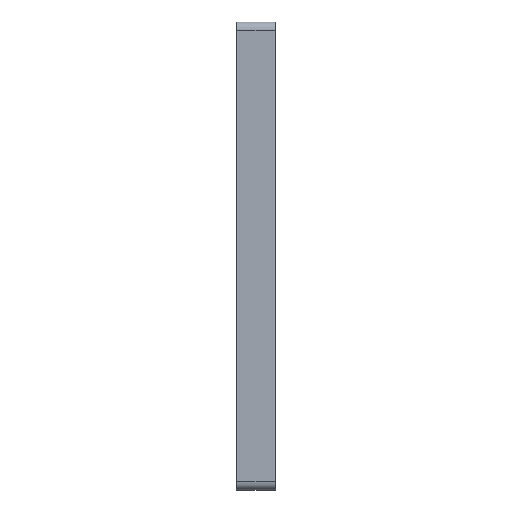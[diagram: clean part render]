
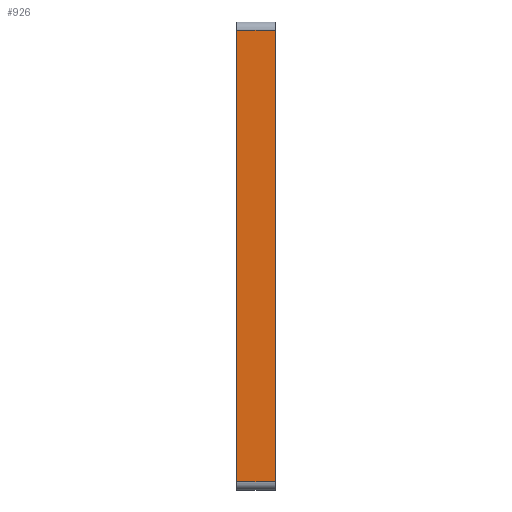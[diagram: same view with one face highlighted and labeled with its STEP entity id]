
A CAD part, left-side view. The second image highlights one B-rep face of the part: STEP entity #926.
In plain terms, the highlighted planar face has unit normal (-1, 0, 0).
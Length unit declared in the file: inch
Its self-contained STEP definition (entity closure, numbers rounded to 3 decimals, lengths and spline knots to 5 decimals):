
#4 = CARTESIAN_POINT ( 'NONE',  ( -2.875, 0., -2.775 ) ) ;
#23 = EDGE_CURVE ( 'NONE', #129, #136, #958, .T. ) ;
#25 = ORIENTED_EDGE ( 'NONE', *, *, #234, .T. ) ;
#39 = CARTESIAN_POINT ( 'NONE',  ( -2.875, 0., 2.875 ) ) ;
#56 = ORIENTED_EDGE ( 'NONE', *, *, #217, .T. ) ;
#67 = DIRECTION ( 'NONE',  ( 0., 1., 0. ) ) ;
#112 = CARTESIAN_POINT ( 'NONE',  ( -2.875, 0.47244, 2.875 ) ) ;
#120 = DIRECTION ( 'NONE',  ( 0., 0., 1. ) ) ;
#129 = VERTEX_POINT ( 'NONE', #1041 ) ;
#132 = DIRECTION ( 'NONE',  ( 0., 0., 1. ) ) ;
#136 = VERTEX_POINT ( 'NONE', #1036 ) ;
#162 = CARTESIAN_POINT ( 'NONE',  ( -2.875, 0.47244, -2.775 ) ) ;
#177 = ORIENTED_EDGE ( 'NONE', *, *, #762, .F. ) ;
#178 = PLANE ( 'NONE',  #547 ) ;
#217 = EDGE_CURVE ( 'NONE', #1038, #129, #791, .T. ) ;
#234 = EDGE_CURVE ( 'NONE', #516, #1038, #658, .T. ) ;
#242 = VECTOR ( 'NONE', #503, 39.37008 ) ;
#316 = VECTOR ( 'NONE', #132, 39.37008 ) ;
#469 = CARTESIAN_POINT ( 'NONE',  ( -2.875, 0.47244, -2.775 ) ) ;
#477 = CARTESIAN_POINT ( 'NONE',  ( -2.875, 0.47244, 2.875 ) ) ;
#503 = DIRECTION ( 'NONE',  ( 0., -1., 0. ) ) ;
#516 = VERTEX_POINT ( 'NONE', #469 ) ;
#536 = FACE_OUTER_BOUND ( 'NONE', #713, .T. ) ;
#547 = AXIS2_PLACEMENT_3D ( 'NONE', #477, #1022, #704 ) ;
#623 = ORIENTED_EDGE ( 'NONE', *, *, #23, .T. ) ;
#658 = LINE ( 'NONE', #162, #242 ) ;
#704 = DIRECTION ( 'NONE',  ( 0., 0., -1. ) ) ;
#713 = EDGE_LOOP ( 'NONE', ( #177, #25, #56, #623 ) ) ;
#762 = EDGE_CURVE ( 'NONE', #516, #136, #964, .T. ) ;
#791 = LINE ( 'NONE', #39, #1045 ) ;
#926 = ADVANCED_FACE ( 'NONE', ( #536 ), #178, .F. ) ;
#932 = CARTESIAN_POINT ( 'NONE',  ( -2.875, 0.47244, 2.775 ) ) ;
#958 = LINE ( 'NONE', #932, #999 ) ;
#964 = LINE ( 'NONE', #112, #316 ) ;
#999 = VECTOR ( 'NONE', #67, 39.37008 ) ;
#1022 = DIRECTION ( 'NONE',  ( 1., 0., 0. ) ) ;
#1036 = CARTESIAN_POINT ( 'NONE',  ( -2.875, 0.47244, 2.775 ) ) ;
#1038 = VERTEX_POINT ( 'NONE', #4 ) ;
#1041 = CARTESIAN_POINT ( 'NONE',  ( -2.875, 0., 2.775 ) ) ;
#1045 = VECTOR ( 'NONE', #120, 39.37008 ) ;
